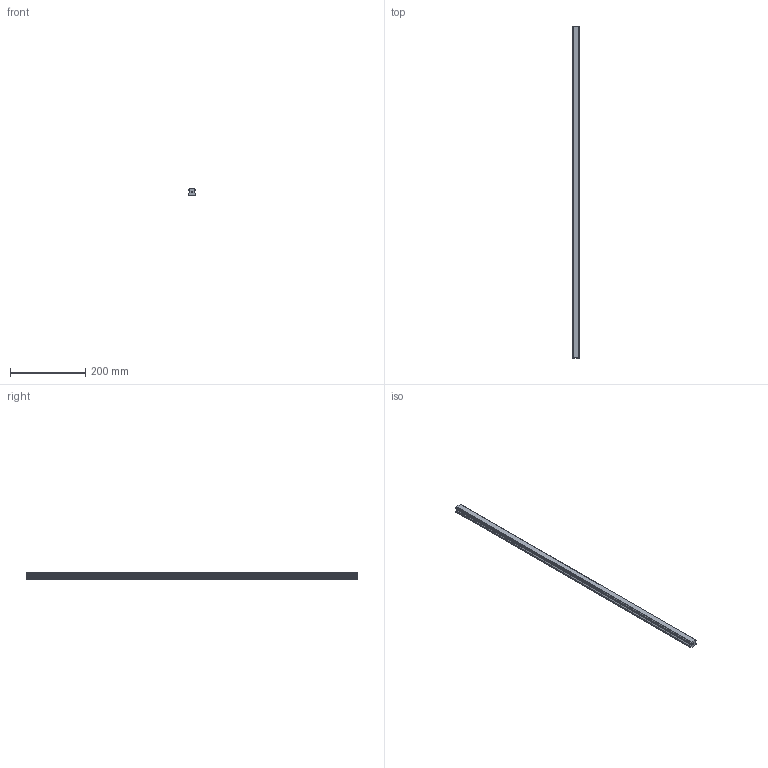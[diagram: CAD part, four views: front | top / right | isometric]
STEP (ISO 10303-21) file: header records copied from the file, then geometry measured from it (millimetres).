
FILE_DESCRIPTION(('STEP AP214'),'1');
FILE_NAME('cctmp_40016D72-7C05-42D9-BE36-F5C1A2E9350F_2021_01_21_16_22_14_0590..stp','2021-01-21T15:22:14',('HIWIN GmbH'),('CADClick - www.CADClick.com'),'Spatial InterOp 3D',' ','unknown authorization');
FILE_SCHEMA(('AUTOMOTIVE_DESIGN'));
Length unit declared in the file: millimetre
Products named in the file (1): HGR20T880C_FILE
Bounding box: 20 x 880 x 17.5 mm (x, y, z)
Volume: 259834.5 mm3; surface area: 70616.6 mm2
Topology: 1 solids, 1 shells, 167 faces, 453 edges, 277 vertices
Faces by surface type: plane 85, cylinder 52, cone 30
Entity records: 6361 total; most frequent: CARTESIAN_POINT 868, DIRECTION 863, ORIENTED_EDGE 846, EDGE_CURVE 423, LINE 319, VECTOR 319, VERTEX_POINT 277, AXIS2_PLACEMENT_3D 272
